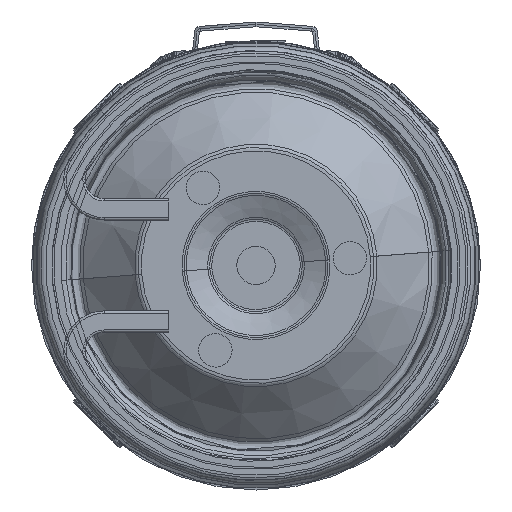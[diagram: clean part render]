
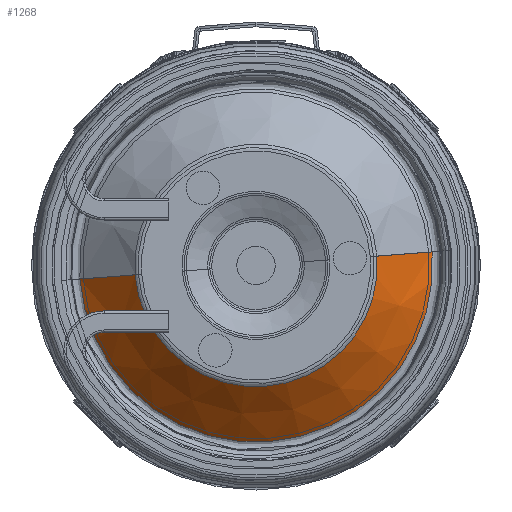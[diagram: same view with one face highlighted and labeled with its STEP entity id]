
A CAD part, front view. The second image highlights one B-rep face of the part: STEP entity #1268.
In plain terms, the highlighted conical face has half-angle 46.546 degrees and reference radius 25.375 mm.
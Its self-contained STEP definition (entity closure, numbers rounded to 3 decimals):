
#290 = DIRECTION ( 'NONE',  ( 0., 0., 1. ) ) ;
#1268 = ADVANCED_FACE ( 'NONE', ( #25525 ), #31046, .T. ) ;
#1963 = CARTESIAN_POINT ( 'NONE',  ( 0., 11.526, 36.962 ) ) ;
#2434 = DIRECTION ( 'NONE',  ( 0., 0., 1. ) ) ;
#3295 = DIRECTION ( 'NONE',  ( 0., 1., 0. ) ) ;
#6556 = ORIENTED_EDGE ( 'NONE', *, *, #30648, .T. ) ;
#6654 = DIRECTION ( 'NONE',  ( 0., 0., 1. ) ) ;
#7661 = CIRCLE ( 'NONE', #22368, 25.376 ) ;
#8657 = CARTESIAN_POINT ( 'NONE',  ( 0., 11.526, 0. ) ) ;
#9040 = VERTEX_POINT ( 'NONE', #16103 ) ;
#9301 = AXIS2_PLACEMENT_3D ( 'NONE', #19494, #3295, #290 ) ;
#10328 = CARTESIAN_POINT ( 'NONE',  ( 0., 0.548, 25.376 ) ) ;
#12662 = VECTOR ( 'NONE', #29348, 1000. ) ;
#15465 = CARTESIAN_POINT ( 'NONE',  ( 0., 0.548, 0. ) ) ;
#16103 = CARTESIAN_POINT ( 'NONE',  ( 0., 0.548, 25.376 ) ) ;
#18641 = DIRECTION ( 'NONE',  ( 0., 1., 0. ) ) ;
#19494 = CARTESIAN_POINT ( 'NONE',  ( 0., 0.548, 0. ) ) ;
#20286 = CIRCLE ( 'NONE', #22877, 36.962 ) ;
#20462 = ORIENTED_EDGE ( 'NONE', *, *, #28527, .F. ) ;
#22287 = VERTEX_POINT ( 'NONE', #1963 ) ;
#22368 = AXIS2_PLACEMENT_3D ( 'NONE', #15465, #37134, #6654 ) ;
#22877 = AXIS2_PLACEMENT_3D ( 'NONE', #8657, #18641, #2434 ) ;
#23479 = CARTESIAN_POINT ( 'NONE',  ( 0., 0.548, -25.376 ) ) ;
#23634 = LINE ( 'NONE', #29052, #29261 ) ;
#25525 = FACE_OUTER_BOUND ( 'NONE', #36129, .T. ) ;
#26556 = LINE ( 'NONE', #10328, #12662 ) ;
#28527 = EDGE_CURVE ( 'NONE', #32907, #22287, #20286, .T. ) ;
#28746 = EDGE_CURVE ( 'NONE', #34015, #32907, #23634, .T. ) ;
#28853 = DIRECTION ( 'NONE',  ( 0., 0.688, -0.726 ) ) ;
#29052 = CARTESIAN_POINT ( 'NONE',  ( 0., 0.548, -25.376 ) ) ;
#29261 = VECTOR ( 'NONE', #28853, 1000. ) ;
#29348 = DIRECTION ( 'NONE',  ( 0., 0.688, 0.726 ) ) ;
#30648 = EDGE_CURVE ( 'NONE', #9040, #22287, #26556, .T. ) ;
#31046 = CONICAL_SURFACE ( 'NONE', #9301, 25.376, 0.812 ) ;
#32554 = ORIENTED_EDGE ( 'NONE', *, *, #35886, .T. ) ;
#32907 = VERTEX_POINT ( 'NONE', #36938 ) ;
#34015 = VERTEX_POINT ( 'NONE', #23479 ) ;
#35886 = EDGE_CURVE ( 'NONE', #34015, #9040, #7661, .T. ) ;
#36129 = EDGE_LOOP ( 'NONE', ( #36555, #32554, #6556, #20462 ) ) ;
#36555 = ORIENTED_EDGE ( 'NONE', *, *, #28746, .F. ) ;
#36938 = CARTESIAN_POINT ( 'NONE',  ( 0., 11.526, -36.962 ) ) ;
#37134 = DIRECTION ( 'NONE',  ( 0., 1., 0. ) ) ;
